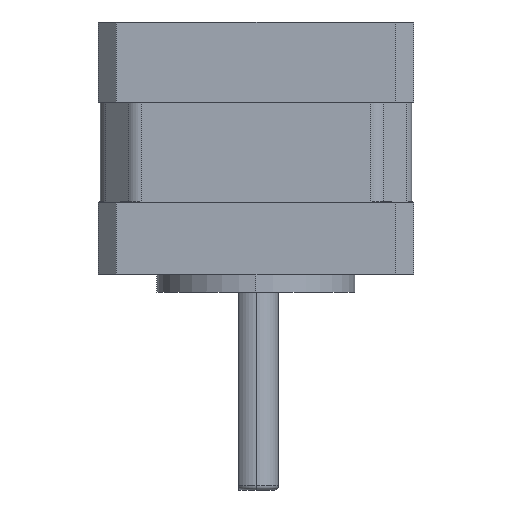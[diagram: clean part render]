
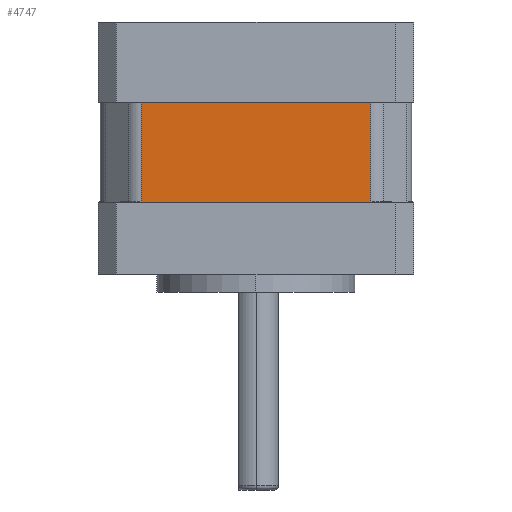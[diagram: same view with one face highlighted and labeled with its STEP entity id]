
A CAD part, left-side view. The second image highlights one B-rep face of the part: STEP entity #4747.
In plain terms, the highlighted planar face has unit normal (-1, 0, 0).
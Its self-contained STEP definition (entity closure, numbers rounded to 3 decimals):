
#234 = LINE ( 'NONE', #3390, #4184 ) ;
#440 = VERTEX_POINT ( 'NONE', #5778 ) ;
#514 = ORIENTED_EDGE ( 'NONE', *, *, #4734, .T. ) ;
#558 = PLANE ( 'NONE',  #781 ) ;
#588 = CARTESIAN_POINT ( 'NONE',  ( -17.3, -12.75, 125.464 ) ) ;
#781 = AXIS2_PLACEMENT_3D ( 'NONE', #2728, #6228, #3218 ) ;
#938 = VECTOR ( 'NONE', #1103, 1000. ) ;
#945 = LINE ( 'NONE', #4205, #6151 ) ;
#1103 = DIRECTION ( 'NONE',  ( 0., 0., 1. ) ) ;
#2002 = FACE_OUTER_BOUND ( 'NONE', #5917, .T. ) ;
#2176 = LINE ( 'NONE', #5587, #5871 ) ;
#2336 = CARTESIAN_POINT ( 'NONE',  ( -17.3, -12.75, 8. ) ) ;
#2652 = VERTEX_POINT ( 'NONE', #3133 ) ;
#2728 = CARTESIAN_POINT ( 'NONE',  ( -17.3, -13.579, 125.464 ) ) ;
#2765 = ORIENTED_EDGE ( 'NONE', *, *, #3103, .F. ) ;
#3103 = EDGE_CURVE ( 'NONE', #4091, #6360, #945, .T. ) ;
#3112 = ORIENTED_EDGE ( 'NONE', *, *, #4169, .T. ) ;
#3133 = CARTESIAN_POINT ( 'NONE',  ( -17.3, 12.75, 19. ) ) ;
#3218 = DIRECTION ( 'NONE',  ( 0., 0., 1. ) ) ;
#3390 = CARTESIAN_POINT ( 'NONE',  ( -17.3, -13.579, 19. ) ) ;
#3598 = CARTESIAN_POINT ( 'NONE',  ( -17.3, 12.75, 8. ) ) ;
#3616 = LINE ( 'NONE', #588, #938 ) ;
#3641 = EDGE_CURVE ( 'NONE', #4091, #440, #3616, .T. ) ;
#3865 = DIRECTION ( 'NONE',  ( 0., 1., 0. ) ) ;
#3876 = ORIENTED_EDGE ( 'NONE', *, *, #3641, .T. ) ;
#4091 = VERTEX_POINT ( 'NONE', #2336 ) ;
#4169 = EDGE_CURVE ( 'NONE', #440, #2652, #234, .T. ) ;
#4184 = VECTOR ( 'NONE', #3865, 1000. ) ;
#4205 = CARTESIAN_POINT ( 'NONE',  ( -17.3, -13.579, 8. ) ) ;
#4226 = DIRECTION ( 'NONE',  ( 0., 1., 0. ) ) ;
#4734 = EDGE_CURVE ( 'NONE', #2652, #6360, #2176, .T. ) ;
#4747 = ADVANCED_FACE ( 'NONE', ( #2002 ), #558, .T. ) ;
#5080 = DIRECTION ( 'NONE',  ( 0., 0., -1. ) ) ;
#5587 = CARTESIAN_POINT ( 'NONE',  ( -17.3, 12.75, 125.464 ) ) ;
#5778 = CARTESIAN_POINT ( 'NONE',  ( -17.3, -12.75, 19. ) ) ;
#5871 = VECTOR ( 'NONE', #5080, 1000. ) ;
#5917 = EDGE_LOOP ( 'NONE', ( #2765, #3876, #3112, #514 ) ) ;
#6151 = VECTOR ( 'NONE', #4226, 1000. ) ;
#6228 = DIRECTION ( 'NONE',  ( -1., 0., 0. ) ) ;
#6360 = VERTEX_POINT ( 'NONE', #3598 ) ;
